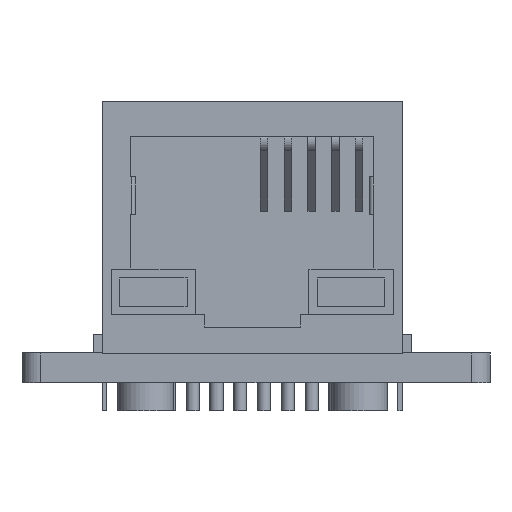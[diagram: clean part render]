
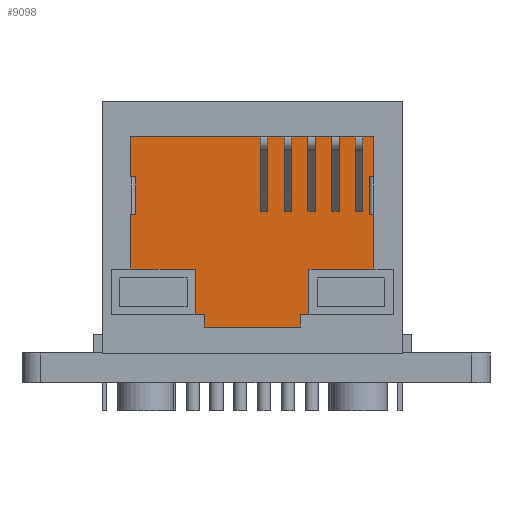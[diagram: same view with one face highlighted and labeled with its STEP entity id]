
A CAD part, front view. The second image highlights one B-rep face of the part: STEP entity #9098.
In plain terms, the highlighted face is planar.
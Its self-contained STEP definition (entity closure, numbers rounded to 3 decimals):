
#1095=FACE_OUTER_BOUND('',#1573,.T.);
#1573=EDGE_LOOP('',(#7656,#7657,#7658,#7659,#7660,#7661,#7662,#7663,#7664,
#7665,#7666,#7667,#7668,#7669,#7670,#7671,#7672,#7673,#7674,#7675));
#2342=LINE('',#15354,#3267);
#2346=LINE('',#15361,#3271);
#2350=LINE('',#15370,#3275);
#2351=LINE('',#15373,#3276);
#2356=LINE('',#15383,#3281);
#2358=LINE('',#15387,#3283);
#2361=LINE('',#15395,#3286);
#2364=LINE('',#15402,#3289);
#2371=LINE('',#15413,#3296);
#2377=LINE('',#15427,#3302);
#2382=LINE('',#15442,#3307);
#2390=LINE('',#15456,#3315);
#2394=LINE('',#15465,#3319);
#2398=LINE('',#15471,#3323);
#2400=LINE('',#15476,#3325);
#2407=LINE('',#15488,#3332);
#2418=LINE('',#15509,#3343);
#2430=LINE('',#15533,#3355);
#2436=LINE('',#15545,#3361);
#2437=LINE('',#15546,#3362);
#3267=VECTOR('',#11428,1000.);
#3271=VECTOR('',#11434,1000.);
#3275=VECTOR('',#11440,1000.);
#3276=VECTOR('',#11443,1000.);
#3281=VECTOR('',#11450,1000.);
#3283=VECTOR('',#11454,1000.);
#3286=VECTOR('',#11461,1000.);
#3289=VECTOR('',#11466,1000.);
#3296=VECTOR('',#11477,1000.);
#3302=VECTOR('',#11489,1000.);
#3307=VECTOR('',#11502,1000.);
#3315=VECTOR('',#11516,1000.);
#3319=VECTOR('',#11524,1000.);
#3323=VECTOR('',#11532,1000.);
#3325=VECTOR('',#11536,1000.);
#3332=VECTOR('',#11551,1000.);
#3343=VECTOR('',#11570,1000.);
#3355=VECTOR('',#11594,1000.);
#3361=VECTOR('',#11610,1000.);
#3362=VECTOR('',#11611,1000.);
#4258=VERTEX_POINT('',#15351);
#4259=VERTEX_POINT('',#15353);
#4260=VERTEX_POINT('',#15357);
#4261=VERTEX_POINT('',#15359);
#4262=VERTEX_POINT('',#15363);
#4265=VERTEX_POINT('',#15368);
#4266=VERTEX_POINT('',#15372);
#4267=VERTEX_POINT('',#15376);
#4270=VERTEX_POINT('',#15381);
#4271=VERTEX_POINT('',#15385);
#4274=VERTEX_POINT('',#15393);
#4277=VERTEX_POINT('',#15400);
#4284=VERTEX_POINT('',#15425);
#4289=VERTEX_POINT('',#15439);
#4290=VERTEX_POINT('',#15441);
#4296=VERTEX_POINT('',#15464);
#4298=VERTEX_POINT('',#15475);
#4305=VERTEX_POINT('',#15507);
#4311=VERTEX_POINT('',#15532);
#4312=VERTEX_POINT('',#15544);
#5391=EDGE_CURVE('',#4259,#4258,#2342,.T.);
#5395=EDGE_CURVE('',#4260,#4261,#2346,.T.);
#5399=EDGE_CURVE('',#4265,#4262,#2350,.T.);
#5400=EDGE_CURVE('',#4266,#4259,#2351,.T.);
#5405=EDGE_CURVE('',#4270,#4267,#2356,.T.);
#5407=EDGE_CURVE('',#4261,#4271,#2358,.T.);
#5411=EDGE_CURVE('',#4274,#4270,#2361,.T.);
#5414=EDGE_CURVE('',#4258,#4277,#2364,.T.);
#5421=EDGE_CURVE('',#4274,#4260,#2371,.T.);
#5428=EDGE_CURVE('',#4271,#4284,#2377,.T.);
#5435=EDGE_CURVE('',#4290,#4289,#2382,.T.);
#5443=EDGE_CURVE('',#4289,#4266,#2390,.T.);
#5447=EDGE_CURVE('',#4296,#4290,#2394,.T.);
#5451=EDGE_CURVE('',#4284,#4296,#2398,.T.);
#5453=EDGE_CURVE('',#4267,#4298,#2400,.T.);
#5460=EDGE_CURVE('',#4262,#4277,#2407,.T.);
#5471=EDGE_CURVE('',#4305,#4265,#2418,.T.);
#5483=EDGE_CURVE('',#4311,#4298,#2430,.T.);
#5489=EDGE_CURVE('',#4305,#4312,#2436,.T.);
#5490=EDGE_CURVE('',#4312,#4311,#2437,.T.);
#7656=ORIENTED_EDGE('',*,*,#5483,.T.);
#7657=ORIENTED_EDGE('',*,*,#5453,.F.);
#7658=ORIENTED_EDGE('',*,*,#5405,.F.);
#7659=ORIENTED_EDGE('',*,*,#5411,.F.);
#7660=ORIENTED_EDGE('',*,*,#5421,.T.);
#7661=ORIENTED_EDGE('',*,*,#5395,.T.);
#7662=ORIENTED_EDGE('',*,*,#5407,.T.);
#7663=ORIENTED_EDGE('',*,*,#5428,.T.);
#7664=ORIENTED_EDGE('',*,*,#5451,.T.);
#7665=ORIENTED_EDGE('',*,*,#5447,.T.);
#7666=ORIENTED_EDGE('',*,*,#5435,.T.);
#7667=ORIENTED_EDGE('',*,*,#5443,.T.);
#7668=ORIENTED_EDGE('',*,*,#5400,.T.);
#7669=ORIENTED_EDGE('',*,*,#5391,.T.);
#7670=ORIENTED_EDGE('',*,*,#5414,.T.);
#7671=ORIENTED_EDGE('',*,*,#5460,.F.);
#7672=ORIENTED_EDGE('',*,*,#5399,.F.);
#7673=ORIENTED_EDGE('',*,*,#5471,.F.);
#7674=ORIENTED_EDGE('',*,*,#5489,.T.);
#7675=ORIENTED_EDGE('',*,*,#5490,.T.);
#8716=PLANE('',#9792);
#9098=ADVANCED_FACE('',(#1095),#8716,.F.);
#9792=AXIS2_PLACEMENT_3D('',#15543,#11608,#11609);
#11428=DIRECTION('',(1.,0.,0.));
#11434=DIRECTION('',(1.,0.,0.));
#11440=DIRECTION('',(0.,-1.,0.));
#11443=DIRECTION('',(0.,1.,0.));
#11450=DIRECTION('',(0.,1.,0.));
#11454=DIRECTION('',(0.,-1.,0.));
#11461=DIRECTION('',(1.,0.,0.));
#11466=DIRECTION('',(0.,1.,0.));
#11477=DIRECTION('',(0.,-1.,0.));
#11489=DIRECTION('',(1.,0.,0.));
#11502=DIRECTION('',(0.,1.,0.));
#11516=DIRECTION('',(1.,0.,0.));
#11524=DIRECTION('',(1.,0.,0.));
#11532=DIRECTION('',(0.,-1.,0.));
#11536=DIRECTION('',(-1.,0.,0.));
#11551=DIRECTION('',(1.,0.,0.));
#11570=DIRECTION('',(-1.,0.,0.));
#11594=DIRECTION('',(0.,-1.,0.));
#11608=DIRECTION('center_axis',(0.,0.,-1.));
#11609=DIRECTION('ref_axis',(0.,-1.,0.));
#11610=DIRECTION('',(0.,1.,0.));
#11611=DIRECTION('',(-1.,0.,0.));
#15351=CARTESIAN_POINT('',(6.5,4.53,-16.));
#15353=CARTESIAN_POINT('',(3.03,4.53,-16.));
#15354=CARTESIAN_POINT('',(3.03,4.53,-16.));
#15357=CARTESIAN_POINT('',(-6.5,4.53,-16.));
#15359=CARTESIAN_POINT('',(-3.03,4.53,-16.));
#15361=CARTESIAN_POINT('',(-3.03,4.53,-16.));
#15363=CARTESIAN_POINT('',(6.25,7.45,-16.));
#15368=CARTESIAN_POINT('',(6.25,9.45,-16.));
#15370=CARTESIAN_POINT('',(6.25,7.45,-16.));
#15372=CARTESIAN_POINT('',(3.03,2.09,-16.));
#15373=CARTESIAN_POINT('',(3.03,2.09,-16.));
#15376=CARTESIAN_POINT('',(-6.25,9.45,-16.));
#15381=CARTESIAN_POINT('',(-6.25,7.45,-16.));
#15383=CARTESIAN_POINT('',(-6.25,7.45,-16.));
#15385=CARTESIAN_POINT('',(-3.03,2.09,-16.));
#15387=CARTESIAN_POINT('',(-3.03,2.09,-16.));
#15393=CARTESIAN_POINT('',(-6.5,7.45,-16.));
#15395=CARTESIAN_POINT('',(-6.5,7.45,-16.));
#15400=CARTESIAN_POINT('',(6.5,7.45,-16.));
#15402=CARTESIAN_POINT('',(6.5,4.53,-16.));
#15413=CARTESIAN_POINT('',(-6.5,4.53,-16.));
#15425=CARTESIAN_POINT('',(-2.565,2.09,-16.));
#15427=CARTESIAN_POINT('',(-2.565,2.09,-16.));
#15439=CARTESIAN_POINT('',(2.565,2.09,-16.));
#15441=CARTESIAN_POINT('',(2.565,1.43,-16.));
#15442=CARTESIAN_POINT('',(2.565,1.43,-16.));
#15456=CARTESIAN_POINT('',(2.565,2.09,-16.));
#15464=CARTESIAN_POINT('',(-2.565,1.43,-16.));
#15465=CARTESIAN_POINT('',(-2.565,1.43,-16.));
#15471=CARTESIAN_POINT('',(-2.565,1.43,-16.));
#15475=CARTESIAN_POINT('',(-6.5,9.45,-16.));
#15476=CARTESIAN_POINT('',(-6.5,9.45,-16.));
#15488=CARTESIAN_POINT('',(6.5,7.45,-16.));
#15507=CARTESIAN_POINT('',(6.5,9.45,-16.));
#15509=CARTESIAN_POINT('',(6.5,9.45,-16.));
#15532=CARTESIAN_POINT('',(-6.5,11.62,-16.));
#15533=CARTESIAN_POINT('',(-6.5,4.53,-16.));
#15543=CARTESIAN_POINT('Origin',(2.565,2.09,-16.));
#15544=CARTESIAN_POINT('',(6.5,11.62,-16.));
#15545=CARTESIAN_POINT('',(6.5,4.53,-16.));
#15546=CARTESIAN_POINT('',(6.5,11.62,-16.));
